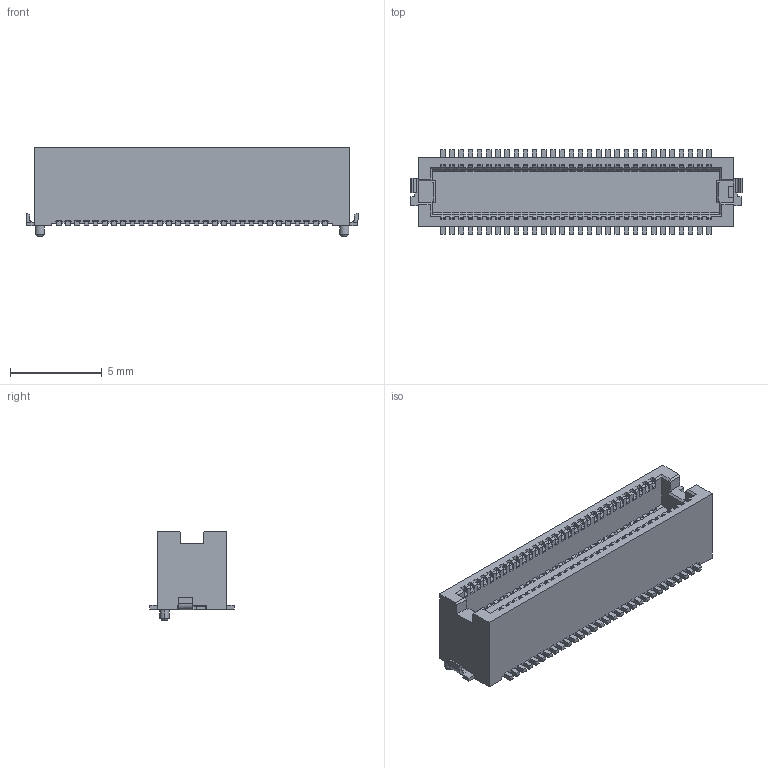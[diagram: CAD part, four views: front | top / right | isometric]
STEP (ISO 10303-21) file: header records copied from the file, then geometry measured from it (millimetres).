
FILE_DESCRIPTION(('CoCreate Modeling STEP Export'),'2;1');
FILE_NAME('DF12(5.0)-60DP-0.5V.stp','2014-03-27T11:00:15',(''),(''),'CoCreate Modeling STEP processor for AP214 (Solid Model)','CoCreate Modeling 17.0 01-Apr-2010 (C) Parametric Technology GmbH','');
FILE_SCHEMA(('AUTOMOTIVE_DESIGN { 1 0 10303 214 1 1 1 1 }'));
Products named in the file (1): DF12(5.0)-60DP-0.5V
Bounding box: 18.1 x 4.6 x 4.9 mm (x, y, z)
Volume: 189.9 mm3; surface area: 873.9 mm2
Topology: 1 solids, 1 shells, 2522 faces, 7396 edges, 4880 vertices
Faces by surface type: plane 2086, cylinder 432, cone 4
Entity records: 79837 total; most frequent: ORIENTED_EDGE 14792, CARTESIAN_POINT 14196, DIRECTION 12342, EDGE_CURVE 7396, VECTOR 6290, LINE 6290, VERTEX_POINT 4880, AXIS2_PLACEMENT_3D 3026
